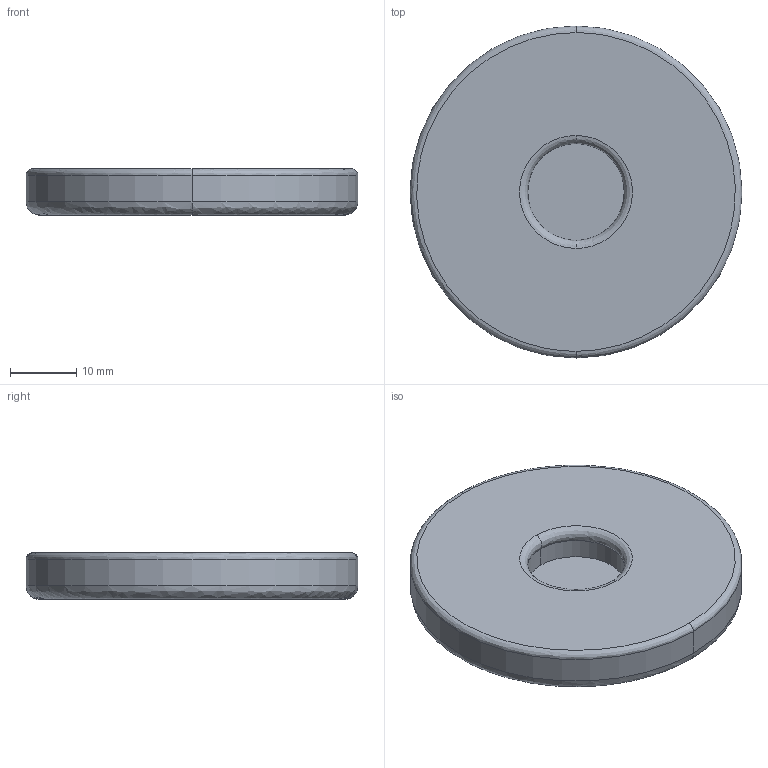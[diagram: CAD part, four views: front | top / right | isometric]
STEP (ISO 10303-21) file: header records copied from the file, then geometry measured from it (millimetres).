
FILE_DESCRIPTION (( 'STEP AP203' ), '1' );
FILE_NAME ('403538558_c_1.STEP', '2022-10-01T15:33:01', ( '' ), ( '' ), 'SwSTEP 2.0', 'SolidWorks 2014', '' );
FILE_SCHEMA (( 'CONFIG_CONTROL_DESIGN' ));
Length unit declared in the file: millimetre
Products named in the file (1): 403538558_c_1
Bounding box: 50 x 50 x 7 mm (x, y, z)
Volume: 12628.2 mm3; surface area: 5063.6 mm2
Topology: 1 solids, 1 shells, 16 faces, 30 edges, 18 vertices
Faces by surface type: bspline 6, cylinder 6, plane 4
Entity records: 927 total; most frequent: CARTESIAN_POINT 549, DIRECTION 64, ORIENTED_EDGE 60, EDGE_CURVE 30, AXIS2_PLACEMENT_3D 29, CIRCLE 18, VERTEX_POINT 18, EDGE_LOOP 18
